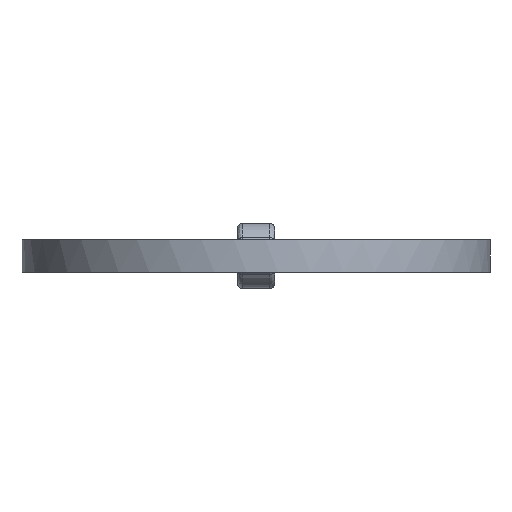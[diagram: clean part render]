
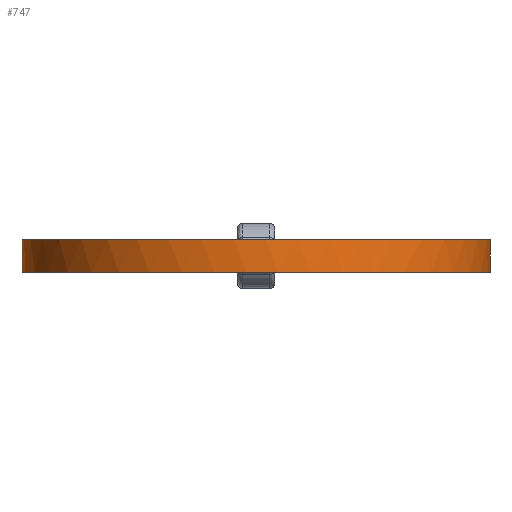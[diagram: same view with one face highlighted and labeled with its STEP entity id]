
A CAD part, front view. The second image highlights one B-rep face of the part: STEP entity #747.
In plain terms, the highlighted free-form (B-spline) face has degree [2, 1] with [5, 2] control points.
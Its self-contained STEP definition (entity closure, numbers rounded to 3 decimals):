
#747 = ADVANCED_FACE('',(#748),#784,.T.);
#748 = FACE_BOUND('',#749,.T.);
#749 = EDGE_LOOP('',(#750,#762,#769,#779));
#750 = ORIENTED_EDGE('',*,*,#751,.F.);
#751 = EDGE_CURVE('',#752,#754,#756,.T.);
#752 = VERTEX_POINT('',#753);
#753 = CARTESIAN_POINT('',(-20.114,16.377,0.));
#754 = VERTEX_POINT('',#755);
#755 = CARTESIAN_POINT('',(23.546,16.377,0.));
#756 = ( BOUNDED_CURVE() B_SPLINE_CURVE(2,(#757,#758,#759,#760,#761),
.UNSPECIFIED.,.F.,.F.) B_SPLINE_CURVE_WITH_KNOTS((3,2,3),(3.142,
4.712,6.283),.PIECEWISE_BEZIER_KNOTS.) CURVE() 
GEOMETRIC_REPRESENTATION_ITEM() RATIONAL_B_SPLINE_CURVE((1.,
0.707,1.,0.707,1.)) REPRESENTATION_ITEM('') );
#757 = CARTESIAN_POINT('',(-20.114,16.377,0.));
#758 = CARTESIAN_POINT('',(-20.114,-5.453,0.));
#759 = CARTESIAN_POINT('',(1.716,-5.453,0.));
#760 = CARTESIAN_POINT('',(23.546,-5.453,0.));
#761 = CARTESIAN_POINT('',(23.546,16.377,0.));
#762 = ORIENTED_EDGE('',*,*,#763,.F.);
#763 = EDGE_CURVE('',#764,#752,#766,.T.);
#764 = VERTEX_POINT('',#765);
#765 = CARTESIAN_POINT('',(-20.114,16.377,
    3.017));
#766 = B_SPLINE_CURVE_WITH_KNOTS('',1,(#767,#768),.UNSPECIFIED.,.F.,.F.,
  (2,2),(0.,3.5),.PIECEWISE_BEZIER_KNOTS.);
#767 = CARTESIAN_POINT('',(-20.114,16.377,
    3.017));
#768 = CARTESIAN_POINT('',(-20.114,16.377,0.));
#769 = ORIENTED_EDGE('',*,*,#770,.F.);
#770 = EDGE_CURVE('',#771,#764,#773,.T.);
#771 = VERTEX_POINT('',#772);
#772 = CARTESIAN_POINT('',(23.546,16.377,
    3.017));
#773 = ( BOUNDED_CURVE() B_SPLINE_CURVE(2,(#774,#775,#776,#777,#778),
.UNSPECIFIED.,.F.,.F.) B_SPLINE_CURVE_WITH_KNOTS((3,2,3),(
    0.,1.571,3.142),
.PIECEWISE_BEZIER_KNOTS.) CURVE() GEOMETRIC_REPRESENTATION_ITEM() 
RATIONAL_B_SPLINE_CURVE((1.,0.707,1.,0.707,1.)) 
REPRESENTATION_ITEM('') );
#774 = CARTESIAN_POINT('',(23.546,16.377,
    3.017));
#775 = CARTESIAN_POINT('',(23.546,-5.453,3.017)
  );
#776 = CARTESIAN_POINT('',(1.716,-5.453,3.017));
#777 = CARTESIAN_POINT('',(-20.114,-5.453,3.017)
  );
#778 = CARTESIAN_POINT('',(-20.114,16.377,
    3.017));
#779 = ORIENTED_EDGE('',*,*,#780,.F.);
#780 = EDGE_CURVE('',#754,#771,#781,.T.);
#781 = B_SPLINE_CURVE_WITH_KNOTS('',1,(#782,#783),.UNSPECIFIED.,.F.,.F.,
  (2,2),(0.,3.5),.PIECEWISE_BEZIER_KNOTS.);
#782 = CARTESIAN_POINT('',(23.546,16.377,0.));
#783 = CARTESIAN_POINT('',(23.546,16.377,
    3.017));
#784 = ( BOUNDED_SURFACE() B_SPLINE_SURFACE(2,1,(
    (#785,#786)
    ,(#787,#788)
    ,(#789,#790)
    ,(#791,#792)
,(#793,#794
    )),.UNSPECIFIED.,.F.,.F.,.F.) B_SPLINE_SURFACE_WITH_KNOTS((3,2,3),(2
    ,2),(0.,1.571,3.142),(0.,3.5),
.PIECEWISE_BEZIER_KNOTS.) GEOMETRIC_REPRESENTATION_ITEM() 
RATIONAL_B_SPLINE_SURFACE((
    (1.,1.)
    ,(0.707,0.707)
    ,(1.,1.)
    ,(0.707,0.707)
,(1.,1.))) REPRESENTATION_ITEM('') SURFACE() );
#785 = CARTESIAN_POINT('',(-20.114,16.377,
    3.017));
#786 = CARTESIAN_POINT('',(-20.114,16.377,
    0.));
#787 = CARTESIAN_POINT('',(-20.114,-5.453,
    3.017));
#788 = CARTESIAN_POINT('',(-20.114,-5.453,
    0.));
#789 = CARTESIAN_POINT('',(1.716,-5.453,3.017));
#790 = CARTESIAN_POINT('',(1.716,-5.453,0.
    ));
#791 = CARTESIAN_POINT('',(23.546,-5.453,
    3.017));
#792 = CARTESIAN_POINT('',(23.546,-5.453,
    0.));
#793 = CARTESIAN_POINT('',(23.546,16.377,
    3.017));
#794 = CARTESIAN_POINT('',(23.546,16.377,
    0.));
